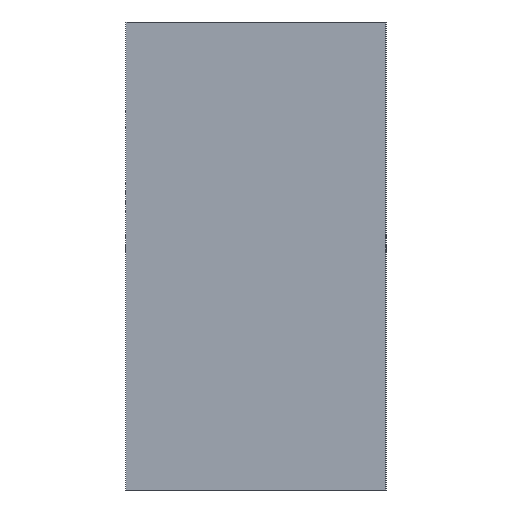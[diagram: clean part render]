
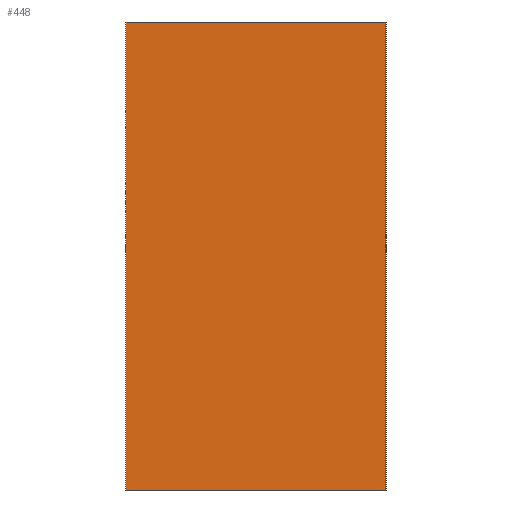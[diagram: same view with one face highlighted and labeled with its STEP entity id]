
A CAD part, left-side view. The second image highlights one B-rep face of the part: STEP entity #448.
In plain terms, the highlighted planar face has unit normal (-1, 0, 0).
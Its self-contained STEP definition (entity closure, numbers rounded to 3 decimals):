
#3 = AXIS2_PLACEMENT_3D ( 'NONE', #169, #352, #281 ) ;
#16 = DIRECTION ( 'NONE',  ( 0., 0., -1. ) ) ;
#17 = ORIENTED_EDGE ( 'NONE', *, *, #253, .T. ) ;
#46 = DIRECTION ( 'NONE',  ( 0., 0., -1. ) ) ;
#50 = FACE_OUTER_BOUND ( 'NONE', #469, .T. ) ;
#71 = VERTEX_POINT ( 'NONE', #165 ) ;
#126 = LINE ( 'NONE', #449, #380 ) ;
#138 = LINE ( 'NONE', #323, #399 ) ;
#165 = CARTESIAN_POINT ( 'NONE',  ( -22.5, 2.5, 0. ) ) ;
#169 = CARTESIAN_POINT ( 'NONE',  ( -22.5, 0., 9. ) ) ;
#179 = VERTEX_POINT ( 'NONE', #320 ) ;
#183 = CARTESIAN_POINT ( 'NONE',  ( -22.5, 2.5, 9. ) ) ;
#191 = LINE ( 'NONE', #183, #423 ) ;
#198 = CARTESIAN_POINT ( 'NONE',  ( -22.5, -2.5, 9. ) ) ;
#208 = ORIENTED_EDGE ( 'NONE', *, *, #291, .T. ) ;
#225 = ORIENTED_EDGE ( 'NONE', *, *, #408, .F. ) ;
#231 = DIRECTION ( 'NONE',  ( 0., 1., 0. ) ) ;
#253 = EDGE_CURVE ( 'NONE', #401, #294, #138, .T. ) ;
#261 = CARTESIAN_POINT ( 'NONE',  ( -22.5, 2.5, 9. ) ) ;
#281 = DIRECTION ( 'NONE',  ( 0., 0., 1. ) ) ;
#291 = EDGE_CURVE ( 'NONE', #294, #71, #191, .T. ) ;
#294 = VERTEX_POINT ( 'NONE', #261 ) ;
#320 = CARTESIAN_POINT ( 'NONE',  ( -22.5, -2.5, 0. ) ) ;
#323 = CARTESIAN_POINT ( 'NONE',  ( -22.5, 0., 9. ) ) ;
#330 = EDGE_CURVE ( 'NONE', #179, #71, #126, .T. ) ;
#334 = VECTOR ( 'NONE', #16, 1000. ) ;
#344 = PLANE ( 'NONE',  #3 ) ;
#352 = DIRECTION ( 'NONE',  ( -1., 0., 0. ) ) ;
#380 = VECTOR ( 'NONE', #231, 1000. ) ;
#388 = ORIENTED_EDGE ( 'NONE', *, *, #330, .F. ) ;
#399 = VECTOR ( 'NONE', #472, 1000. ) ;
#401 = VERTEX_POINT ( 'NONE', #413 ) ;
#408 = EDGE_CURVE ( 'NONE', #401, #179, #453, .T. ) ;
#413 = CARTESIAN_POINT ( 'NONE',  ( -22.5, -2.5, 9. ) ) ;
#423 = VECTOR ( 'NONE', #46, 1000. ) ;
#448 = ADVANCED_FACE ( 'NONE', ( #50 ), #344, .T. ) ;
#449 = CARTESIAN_POINT ( 'NONE',  ( -22.5, 0., 0. ) ) ;
#453 = LINE ( 'NONE', #198, #334 ) ;
#469 = EDGE_LOOP ( 'NONE', ( #388, #225, #17, #208 ) ) ;
#472 = DIRECTION ( 'NONE',  ( 0., 1., 0. ) ) ;
